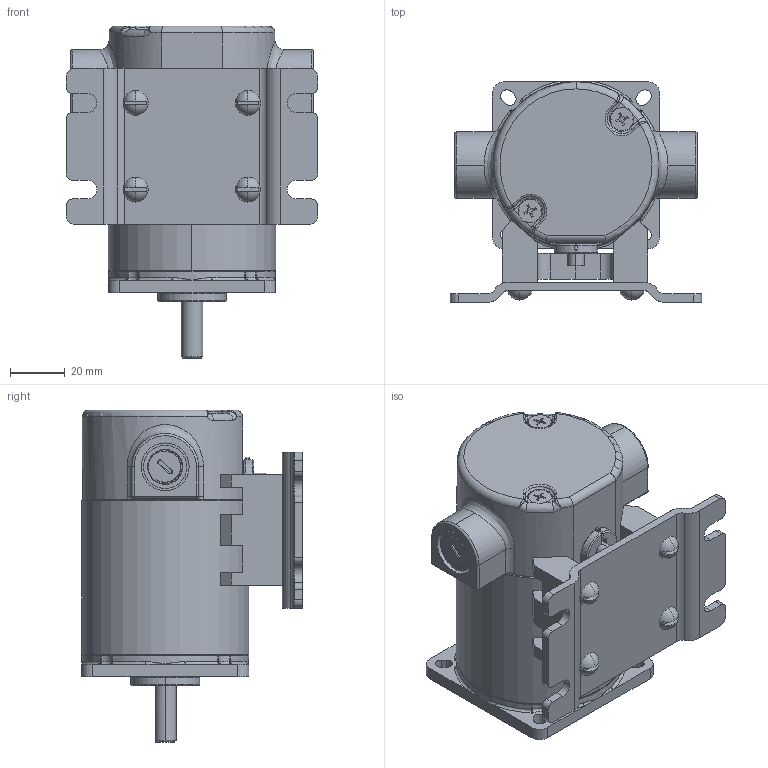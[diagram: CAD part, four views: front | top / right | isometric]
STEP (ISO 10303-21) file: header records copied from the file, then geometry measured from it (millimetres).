
FILE_DESCRIPTION (( 'STEP AP214' ), '1' );
FILE_NAME ('INFM0046.STEP', '2013-03-07T23:34:54', ( 'Admin' ), ( 'Bodine Electric Company' ), 'SwSTEP 2.0', 'SolidWorks 2012', '' );
FILE_SCHEMA (( 'AUTOMOTIVE_DESIGN' ));
Length unit declared in the file: inch
Products named in the file (1): INFM0046
Bounding box: 92.08 x 80.96 x 121.67 mm (x, y, z)
Volume: 350869.7 mm3; surface area: 76818.6 mm2
Topology: 24 solids, 24 shells, 990 faces, 2349 edges, 1408 vertices
Faces by surface type: cylinder 373, plane 318, torus 126, cone 77, bspline 60, sphere 36
Entity records: 46421 total; most frequent: CARTESIAN_POINT 10640, DIRECTION 4957, ORIENTED_EDGE 4630, EDGE_CURVE 2315, AXIS2_PLACEMENT_3D 1975, VERTEX_POINT 1408, EDGE_LOOP 1053, CIRCLE 1044
